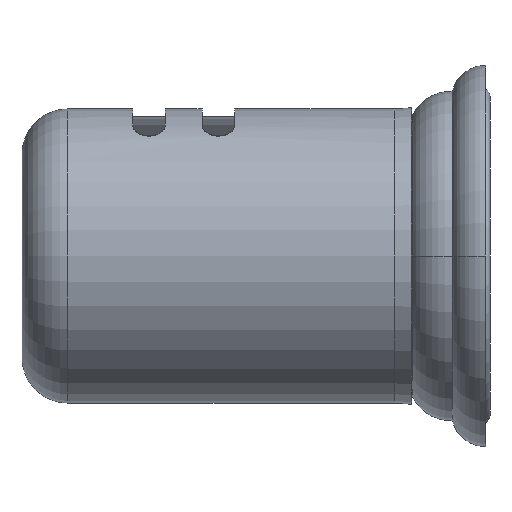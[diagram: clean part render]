
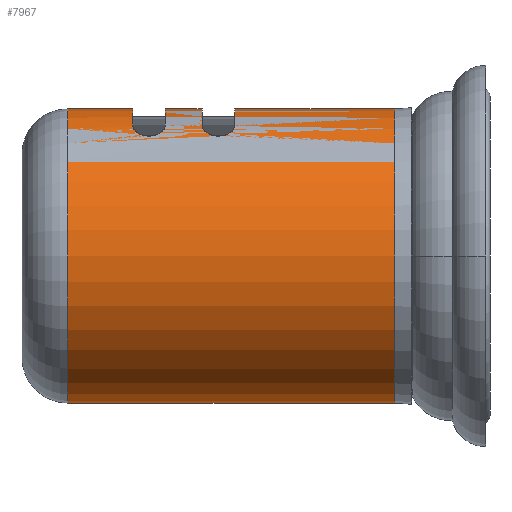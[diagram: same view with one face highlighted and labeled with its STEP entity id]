
A CAD part, left-side view. The second image highlights one B-rep face of the part: STEP entity #7967.
In plain terms, the highlighted cylindrical face has radius 21.539 mm (diameter 43.078 mm), a partial arc.
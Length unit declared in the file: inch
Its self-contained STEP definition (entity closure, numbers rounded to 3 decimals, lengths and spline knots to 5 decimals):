
#7081=CARTESIAN_POINT('',(0.,1.025,0.));
#7082=DIRECTION('',(0.,-1.,0.));
#7083=DIRECTION('',(0.,0.,1.));
#7084=AXIS2_PLACEMENT_3D('',#7081,#7082,#7083);
#7086=DIRECTION('',(0.,1.,0.));
#7087=VECTOR('',#7086,0.92264);
#7088=CARTESIAN_POINT('',(0.,0.10236,0.848));
#7089=LINE('',#7088,#7087);
#7090=CARTESIAN_POINT('',(0.,0.10236,0.));
#7091=DIRECTION('',(0.,1.,0.));
#7092=DIRECTION('',(0.,0.,-1.));
#7093=AXIS2_PLACEMENT_3D('',#7090,#7091,#7092);
#7095=DIRECTION('',(0.,1.,0.));
#7096=VECTOR('',#7095,1.88564);
#7097=CARTESIAN_POINT('',(0.,0.10236,-0.848));
#7098=LINE('',#7097,#7096);
#7099=DIRECTION('',(0.,1.,0.));
#7100=VECTOR('',#7099,0.376);
#7101=CARTESIAN_POINT('',(0.,1.612,0.848));
#7102=LINE('',#7101,#7100);
#7103=CARTESIAN_POINT('',(0.,1.612,0.));
#7104=DIRECTION('',(0.,-1.,0.));
#7105=DIRECTION('',(0.,0.,1.));
#7106=AXIS2_PLACEMENT_3D('',#7103,#7104,#7105);
#7108=CARTESIAN_POINT('',(-0.397,1.425,0.74933));
#7109=CARTESIAN_POINT('',(-0.40337,1.425,0.74595));
#7110=CARTESIAN_POINT('',(-0.41568,1.42628,
0.73922));
#7111=CARTESIAN_POINT('',(-0.43305,1.43161,
0.72918));
#7112=CARTESIAN_POINT('',(-0.44878,1.43998,
0.71959));
#7113=CARTESIAN_POINT('',(-0.46262,1.45111,
0.71075));
#7114=CARTESIAN_POINT('',(-0.47428,1.46484,
0.703));
#7115=CARTESIAN_POINT('',(-0.48332,1.48096,
0.6968));
#7116=CARTESIAN_POINT('',(-0.4892,1.49933,
0.69267));
#7117=CARTESIAN_POINT('',(-0.49118,1.51886,
0.69126));
#7118=CARTESIAN_POINT('',(-0.48906,1.53833,
0.69277));
#7119=CARTESIAN_POINT('',(-0.48311,1.55649,
0.69695));
#7120=CARTESIAN_POINT('',(-0.47406,1.57247,
0.70315));
#7121=CARTESIAN_POINT('',(-0.46242,1.58608,
0.71088));
#7122=CARTESIAN_POINT('',(-0.44862,1.59712,
0.71968));
#7123=CARTESIAN_POINT('',(-0.43295,1.60543,
0.72923));
#7124=CARTESIAN_POINT('',(-0.41566,1.61072,
0.73924));
#7125=CARTESIAN_POINT('',(-0.40337,1.612,0.74596));
#7126=CARTESIAN_POINT('',(-0.397,1.612,0.74933));
#7128=CARTESIAN_POINT('',(0.,1.425,0.));
#7129=DIRECTION('',(0.,-1.,0.));
#7130=DIRECTION('',(0.,0.,1.));
#7131=AXIS2_PLACEMENT_3D('',#7128,#7129,#7130);
#7133=DIRECTION('',(0.,1.,0.));
#7134=VECTOR('',#7133,0.213);
#7135=CARTESIAN_POINT('',(0.,1.212,0.848));
#7136=LINE('',#7135,#7134);
#7137=CARTESIAN_POINT('',(0.,1.212,0.));
#7138=DIRECTION('',(0.,-1.,0.));
#7139=DIRECTION('',(0.,0.,1.));
#7140=AXIS2_PLACEMENT_3D('',#7137,#7138,#7139);
#7142=CARTESIAN_POINT('',(-0.397,1.025,0.74933));
#7143=CARTESIAN_POINT('',(-0.40337,1.025,0.74595));
#7144=CARTESIAN_POINT('',(-0.41568,1.02628,
0.73922));
#7145=CARTESIAN_POINT('',(-0.43305,1.03161,
0.72918));
#7146=CARTESIAN_POINT('',(-0.44878,1.03998,
0.71959));
#7147=CARTESIAN_POINT('',(-0.46262,1.05111,
0.71075));
#7148=CARTESIAN_POINT('',(-0.47428,1.06484,
0.703));
#7149=CARTESIAN_POINT('',(-0.48332,1.08096,
0.6968));
#7150=CARTESIAN_POINT('',(-0.4892,1.09933,
0.69267));
#7151=CARTESIAN_POINT('',(-0.49118,1.11886,
0.69126));
#7152=CARTESIAN_POINT('',(-0.48906,1.13833,
0.69277));
#7153=CARTESIAN_POINT('',(-0.48311,1.15649,
0.69695));
#7154=CARTESIAN_POINT('',(-0.47406,1.17247,
0.70315));
#7155=CARTESIAN_POINT('',(-0.46242,1.18608,
0.71088));
#7156=CARTESIAN_POINT('',(-0.44862,1.19712,
0.71968));
#7157=CARTESIAN_POINT('',(-0.43295,1.20543,
0.72923));
#7158=CARTESIAN_POINT('',(-0.41566,1.21072,
0.73924));
#7159=CARTESIAN_POINT('',(-0.40337,1.212,0.74596));
#7160=CARTESIAN_POINT('',(-0.397,1.212,0.74933));
#7566=CARTESIAN_POINT('',(0.,1.988,0.));
#7567=DIRECTION('',(0.,1.,0.));
#7568=DIRECTION('',(0.,0.,-1.));
#7569=AXIS2_PLACEMENT_3D('',#7566,#7567,#7568);
#7751=CARTESIAN_POINT('',(0.,0.10236,-0.848));
#7752=CARTESIAN_POINT('',(0.,1.988,-0.848));
#7753=VERTEX_POINT('',#7751);
#7754=VERTEX_POINT('',#7752);
#7763=CARTESIAN_POINT('',(0.,1.988,0.848));
#7765=VERTEX_POINT('',#7763);
#7772=CARTESIAN_POINT('',(0.,1.025,0.848));
#7774=VERTEX_POINT('',#7772);
#7776=CARTESIAN_POINT('',(0.,1.212,0.848));
#7777=VERTEX_POINT('',#7776);
#7779=CARTESIAN_POINT('',(0.,1.425,0.848));
#7781=VERTEX_POINT('',#7779);
#7783=CARTESIAN_POINT('',(0.,1.612,0.848));
#7784=VERTEX_POINT('',#7783);
#7799=CARTESIAN_POINT('',(-0.397,1.025,0.74933));
#7801=VERTEX_POINT('',#7799);
#7803=CARTESIAN_POINT('',(-0.397,1.212,0.74933));
#7805=VERTEX_POINT('',#7803);
#7807=CARTESIAN_POINT('',(-0.397,1.612,0.74933));
#7809=VERTEX_POINT('',#7807);
#7811=CARTESIAN_POINT('',(-0.397,1.425,0.74933));
#7813=VERTEX_POINT('',#7811);
#7815=CARTESIAN_POINT('',(0.,0.10236,0.848));
#7816=VERTEX_POINT('',#7815);
#7937=CARTESIAN_POINT('',(0.,2.2974,0.));
#7938=DIRECTION('',(0.,-1.,0.));
#7939=DIRECTION('',(0.,0.,1.));
#7940=AXIS2_PLACEMENT_3D('',#7937,#7938,#7939);
#7941=CYLINDRICAL_SURFACE('',#7940,0.848);
#7943=ORIENTED_EDGE('',*,*,#7942,.F.);
#7945=ORIENTED_EDGE('',*,*,#7944,.F.);
#7946=ORIENTED_EDGE('',*,*,#7929,.F.);
#7948=ORIENTED_EDGE('',*,*,#7947,.T.);
#7950=ORIENTED_EDGE('',*,*,#7949,.T.);
#7952=ORIENTED_EDGE('',*,*,#7951,.F.);
#7954=ORIENTED_EDGE('',*,*,#7953,.T.);
#7956=ORIENTED_EDGE('',*,*,#7955,.F.);
#7958=ORIENTED_EDGE('',*,*,#7957,.F.);
#7960=ORIENTED_EDGE('',*,*,#7959,.F.);
#7962=ORIENTED_EDGE('',*,*,#7961,.T.);
#7964=ORIENTED_EDGE('',*,*,#7963,.F.);
#7965=EDGE_LOOP('',(#7943,#7945,#7946,#7948,#7950,#7952,#7954,#7956,#7958,#7960,
#7962,#7964));
#7966=FACE_OUTER_BOUND('',#7965,.F.);
#7967=ADVANCED_FACE('',(#7966),#7941,.T.);
#7085=CIRCLE('',#7084,0.848);
#7094=CIRCLE('',#7093,0.848);
#7107=CIRCLE('',#7106,0.848);
#7127=B_SPLINE_CURVE_WITH_KNOTS('',3,(#7108,#7109,#7110,#7111,#7112,#7113,#7114,
#7115,#7116,#7117,#7118,#7119,#7120,#7121,#7122,#7123,#7124,#7125,#7126),
.UNSPECIFIED.,.F.,.F.,(4,1,1,1,1,1,1,1,1,1,1,1,1,1,1,1,4),(0.,0.0625,0.125,
0.1875,0.25,0.3125,0.375,0.4375,0.5,0.5625,0.625,0.6875,
0.75,0.8125,0.875,0.9375,1.),.UNSPECIFIED.);
#7132=CIRCLE('',#7131,0.848);
#7141=CIRCLE('',#7140,0.848);
#7161=B_SPLINE_CURVE_WITH_KNOTS('',3,(#7142,#7143,#7144,#7145,#7146,#7147,#7148,
#7149,#7150,#7151,#7152,#7153,#7154,#7155,#7156,#7157,#7158,#7159,#7160),
.UNSPECIFIED.,.F.,.F.,(4,1,1,1,1,1,1,1,1,1,1,1,1,1,1,1,4),(0.,0.0625,0.125,
0.1875,0.25,0.3125,0.375,0.4375,0.5,0.5625,0.625,0.6875,
0.75,0.8125,0.875,0.9375,1.),.UNSPECIFIED.);
#7570=CIRCLE('',#7569,0.848);
#7929=EDGE_CURVE('',#7753,#7816,#7094,.T.);
#7942=EDGE_CURVE('',#7774,#7801,#7085,.T.);
#7944=EDGE_CURVE('',#7816,#7774,#7089,.T.);
#7947=EDGE_CURVE('',#7753,#7754,#7098,.T.);
#7949=EDGE_CURVE('',#7754,#7765,#7570,.T.);
#7951=EDGE_CURVE('',#7784,#7765,#7102,.T.);
#7953=EDGE_CURVE('',#7784,#7809,#7107,.T.);
#7955=EDGE_CURVE('',#7813,#7809,#7127,.T.);
#7957=EDGE_CURVE('',#7781,#7813,#7132,.T.);
#7959=EDGE_CURVE('',#7777,#7781,#7136,.T.);
#7961=EDGE_CURVE('',#7777,#7805,#7141,.T.);
#7963=EDGE_CURVE('',#7801,#7805,#7161,.T.);
